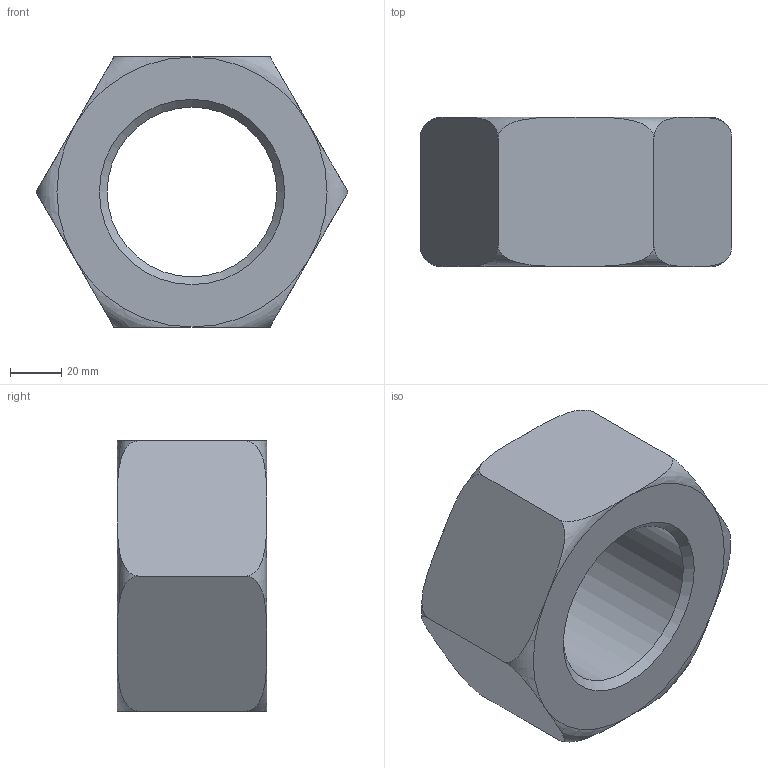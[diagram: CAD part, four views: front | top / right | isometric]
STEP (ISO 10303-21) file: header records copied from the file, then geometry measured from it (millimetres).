
FILE_DESCRIPTION (( 'STEP AP214' ), '1' );
FILE_NAME ('DIN 934 Nut M72.STEP', '2023-02-24T13:19:39', ( '' ), ( '' ), 'SwSTEP 2.0', 'SolidWorks 2020', '' );
FILE_SCHEMA (( 'AUTOMOTIVE_DESIGN' ));
Length unit declared in the file: millimetre
Products named in the file (1): DIN 934 Nut M72
Bounding box: 121.24 x 58 x 105 mm (x, y, z)
Volume: 352238.4 mm3; surface area: 44105.4 mm2
Topology: 1 solids, 1 shells, 23 faces, 60 edges, 39 vertices
Faces by surface type: torus 12, plane 8, cone 2, cylinder 1
Full cylindrical faces by diameter (mm): 66 x1
Entity records: 1410 total; most frequent: CARTESIAN_POINT 838, ORIENTED_EDGE 114, DIRECTION 97, EDGE_CURVE 57, AXIS2_PLACEMENT_3D 40, VERTEX_POINT 39, EDGE_LOOP 28, FACE_OUTER_BOUND 24
